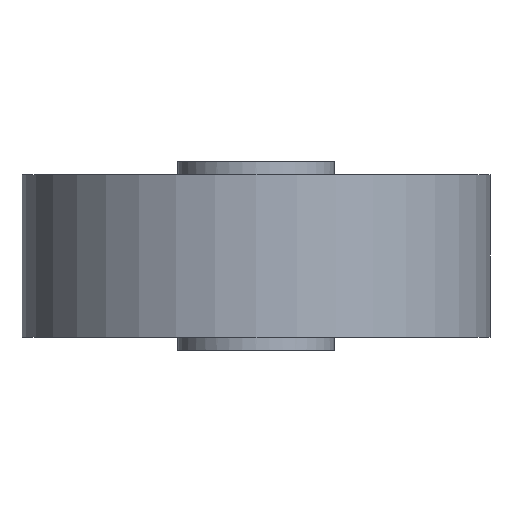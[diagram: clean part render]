
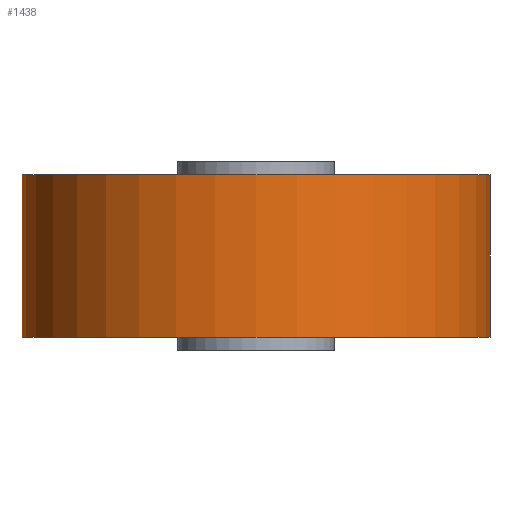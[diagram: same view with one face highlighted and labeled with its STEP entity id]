
A CAD part, front view. The second image highlights one B-rep face of the part: STEP entity #1438.
In plain terms, the highlighted cylindrical face has radius 223.602 mm (diameter 447.204 mm), a partial arc.
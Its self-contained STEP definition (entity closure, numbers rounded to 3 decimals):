
#191 = VERTEX_POINT ( 'NONE', #2677 ) ;
#215 = CARTESIAN_POINT ( 'NONE',  ( -223.602, 0., -77.5 ) ) ;
#236 = LINE ( 'NONE', #215, #3955 ) ;
#433 = ORIENTED_EDGE ( 'NONE', *, *, #797, .T. ) ;
#442 = CARTESIAN_POINT ( 'NONE',  ( 0., 0., -77.5 ) ) ;
#487 = DIRECTION ( 'NONE',  ( 0., 0., 1. ) ) ;
#797 = EDGE_CURVE ( 'NONE', #1876, #191, #1465, .T. ) ;
#807 = DIRECTION ( 'NONE',  ( 0., 0., 1. ) ) ;
#946 = ORIENTED_EDGE ( 'NONE', *, *, #4324, .T. ) ;
#1394 = FACE_OUTER_BOUND ( 'NONE', #3850, .T. ) ;
#1438 = ADVANCED_FACE ( 'NONE', ( #1394 ), #2134, .T. ) ;
#1465 = LINE ( 'NONE', #3373, #2979 ) ;
#1540 = DIRECTION ( 'NONE',  ( 0., 0., 1. ) ) ;
#1876 = VERTEX_POINT ( 'NONE', #2210 ) ;
#1938 = AXIS2_PLACEMENT_3D ( 'NONE', #2877, #4308, #3887 ) ;
#2134 = CYLINDRICAL_SURFACE ( 'NONE', #2817, 223.602 ) ;
#2210 = CARTESIAN_POINT ( 'NONE',  ( 223.602, 0., -77.5 ) ) ;
#2288 = CIRCLE ( 'NONE', #1938, 223.602 ) ;
#2677 = CARTESIAN_POINT ( 'NONE',  ( 223.602, 0., 77.5 ) ) ;
#2707 = ORIENTED_EDGE ( 'NONE', *, *, #4050, .F. ) ;
#2791 = DIRECTION ( 'NONE',  ( 0., 0., 1. ) ) ;
#2817 = AXIS2_PLACEMENT_3D ( 'NONE', #3797, #807, #3468 ) ;
#2877 = CARTESIAN_POINT ( 'NONE',  ( 0., 0., 77.5 ) ) ;
#2911 = CIRCLE ( 'NONE', #4183, 223.602 ) ;
#2974 = EDGE_CURVE ( 'NONE', #3459, #3858, #236, .T. ) ;
#2979 = VECTOR ( 'NONE', #2791, 1000. ) ;
#3079 = ORIENTED_EDGE ( 'NONE', *, *, #2974, .F. ) ;
#3144 = CARTESIAN_POINT ( 'NONE',  ( -223.602, 0., 77.5 ) ) ;
#3360 = CARTESIAN_POINT ( 'NONE',  ( -223.602, 0., -77.5 ) ) ;
#3373 = CARTESIAN_POINT ( 'NONE',  ( 223.602, 0., -77.5 ) ) ;
#3459 = VERTEX_POINT ( 'NONE', #3360 ) ;
#3468 = DIRECTION ( 'NONE',  ( 1., 0., 0. ) ) ;
#3797 = CARTESIAN_POINT ( 'NONE',  ( 0., 0., -77.5 ) ) ;
#3850 = EDGE_LOOP ( 'NONE', ( #3079, #946, #433, #2707 ) ) ;
#3858 = VERTEX_POINT ( 'NONE', #3144 ) ;
#3887 = DIRECTION ( 'NONE',  ( 1., 0., 0. ) ) ;
#3955 = VECTOR ( 'NONE', #1540, 1000. ) ;
#4050 = EDGE_CURVE ( 'NONE', #3858, #191, #2288, .T. ) ;
#4150 = DIRECTION ( 'NONE',  ( 1., 0., 0. ) ) ;
#4183 = AXIS2_PLACEMENT_3D ( 'NONE', #442, #487, #4150 ) ;
#4308 = DIRECTION ( 'NONE',  ( 0., 0., 1. ) ) ;
#4324 = EDGE_CURVE ( 'NONE', #3459, #1876, #2911, .T. ) ;
